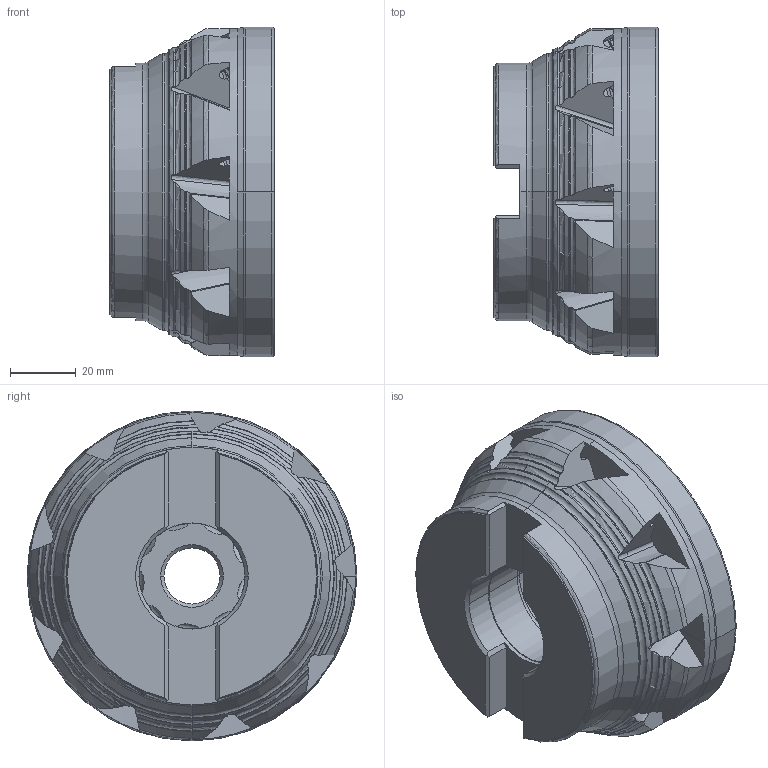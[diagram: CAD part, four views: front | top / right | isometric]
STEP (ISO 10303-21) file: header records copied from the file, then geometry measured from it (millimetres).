
FILE_DESCRIPTION (( 'STEP AP214' ), '1' );
FILE_NAME ('90PP-100-853-9.STEP', '2011-11-25T13:51:43', ( '' ), ( '' ), 'SwSTEP 2.0', 'SolidWorks 2010', '' );
FILE_SCHEMA (( 'AUTOMOTIVE_DESIGN' ));
Length unit declared in the file: millimetre
Products named in the file (1): 90PP-100-853-9
Bounding box: 50 x 100 x 100 mm (x, y, z)
Volume: 254799.9 mm3; surface area: 40843.7 mm2
Topology: 1 solids, 1 shells, 622 faces, 1828 edges, 1174 vertices
Faces by surface type: plane 204, cylinder 171, torus 146, cone 83, bspline 18
Entity records: 22824 total; most frequent: CARTESIAN_POINT 7852, ORIENTED_EDGE 3656, DIRECTION 2604, EDGE_CURVE 1828, VERTEX_POINT 1174, AXIS2_PLACEMENT_3D 1038, B_SPLINE_CURVE_WITH_KNOTS 667, EDGE_LOOP 626
